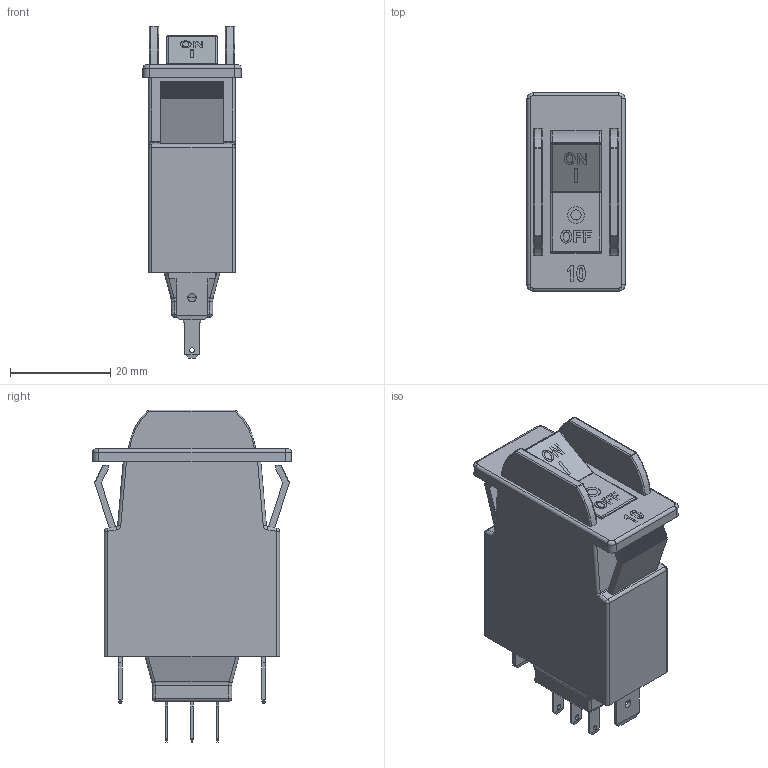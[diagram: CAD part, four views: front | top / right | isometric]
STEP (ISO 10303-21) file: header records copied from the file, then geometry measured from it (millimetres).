
FILE_DESCRIPTION (( 'STEP AP214' ), '1' );
FILE_NAME ('3750-290-E.STEP', '2019-01-09T19:57:22', ( '' ), ( '' ), 'SwSTEP 2.0', 'SolidWorks 2018', '' );
FILE_SCHEMA (( 'AUTOMOTIVE_DESIGN' ));
Length unit declared in the file: inch
Products named in the file (1): 3750-290-E
Bounding box: 19.56 x 39.62 x 66.19 mm (x, y, z)
Volume: 27200.3 mm3; surface area: 9420.5 mm2
Topology: 2 solids, 2 shells, 532 faces, 1348 edges, 849 vertices
Faces by surface type: plane 342, cylinder 82, bspline 60, sphere 26, torus 22
Entity records: 23072 total; most frequent: CARTESIAN_POINT 6796, ORIENTED_EDGE 2680, DIRECTION 2337, EDGE_CURVE 1340, VECTOR 1013, LINE 1013, VERTEX_POINT 849, AXIS2_PLACEMENT_3D 662
